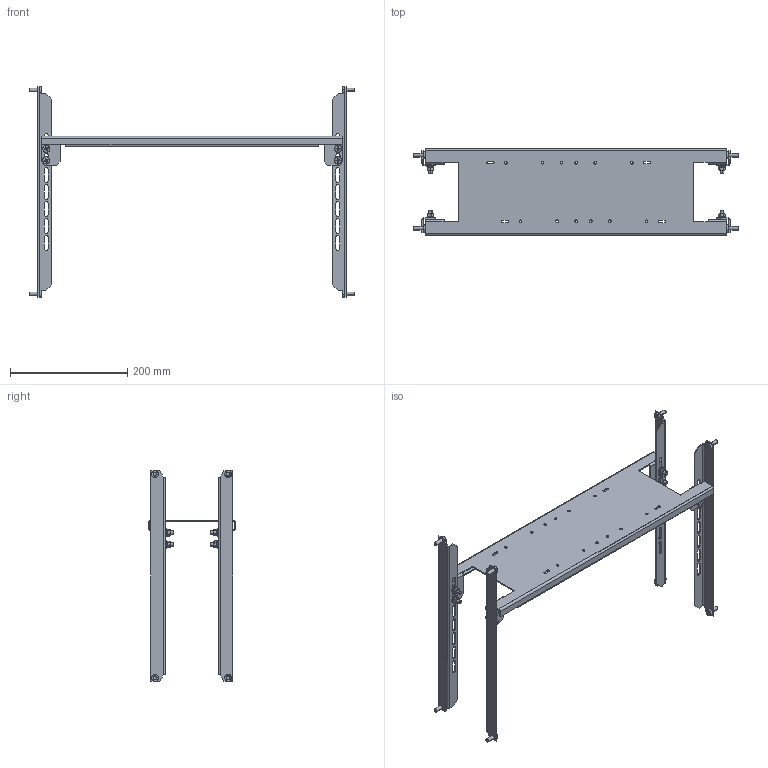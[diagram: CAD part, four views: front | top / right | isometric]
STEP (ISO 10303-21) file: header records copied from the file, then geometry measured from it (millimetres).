
FILE_DESCRIPTION (( 'STEP AP214' ), '1' );
FILE_NAME ('MPFU3101 Ïëàòà ìîíòàæíàÿ äëÿ âåðòèêàëüíûõ ÂÀ-99 125.step', '2020-11-05T18:36:22', ( '' ), ( '' ), 'SwSTEP 2.0', 'SolidWorks 2019', '' );
FILE_SCHEMA (( 'AUTOMOTIVE_DESIGN' ));
Length unit declared in the file: millimetre
Products named in the file (61): Ãàéêà ÃÎÑÒ 5927-70; AVT001.10.31.01 Ïëàòà ìîíòàæíàÿ_00; Âèíò Ì6 DIN 7985; ﾘ琺矜 01.019 ﾃﾎﾑﾒ11371-78; ﾘ琺矜 65ﾃ 019 ﾃﾎﾑﾒ 6402-70; AVT001.10.03.02 Óãîëîê ìîíòàæíûé_èçâ0009_05.18_00; Âèíò ñàìîíàðåçàþùèé Ì6 DIN 7516À; Âèíò ñàìîíàðåçàþùèé Ì6 DIN 7516À_6å16; AVT001.10.03.02 Óãîëîê ìîíòàæíûé_èçâ0009_05.18; MPFU3101 Ïëàòà ìîíòàæíàÿ äëÿ âåðòèêàëüíûõ ÂÀ-99 125; AVT001.10.31.01 Ïëàòà ìîíòàæíàÿ; Ãàéêà ÃÎÑÒ 5927-70_6.6G.8; ﾘ琺矜 65ﾃ 019 ﾃﾎﾑﾒ 6402-70_6; Âèíò Ì6 DIN 7985_6å20; ﾘ琺矜 01.019 ﾃﾎﾑﾒ11371-78_6
Assembly tree (53 placements, depth 2):
  Ãàéêà ÃÎÑÒ 5927-70
  Âèíò Ì6 DIN 7985
  ﾘ琺矜 01.019 ﾃﾎﾑﾒ11371-78
  Âèíò Ì6 DIN 7985
  Âèíò Ì6 DIN 7985
Bounding box: 554 x 148 x 360 mm (x, y, z)
Volume: 324092.7 mm3; surface area: 339671.1 mm2
Topology: 53 solids, 53 shells, 1038 faces, 2580 edges, 1664 vertices
Faces by surface type: plane 602, cylinder 324, cone 80, sphere 32
Entity records: 10426 total; most frequent: CARTESIAN_POINT 1707, DIRECTION 1705, ORIENTED_EDGE 1514, EDGE_CURVE 757, AXIS2_PLACEMENT_3D 614, VERTEX_POINT 480, LINE 477, VECTOR 477
